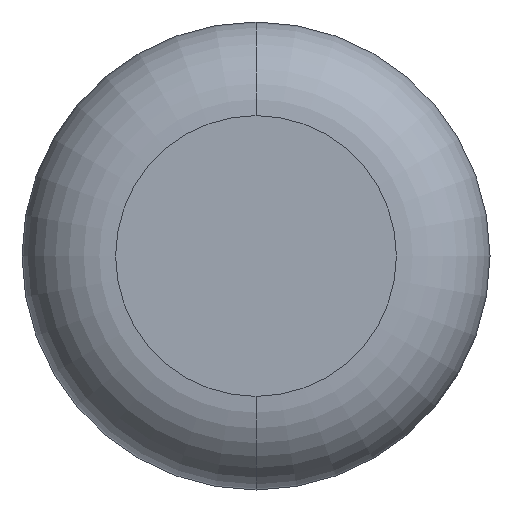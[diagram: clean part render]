
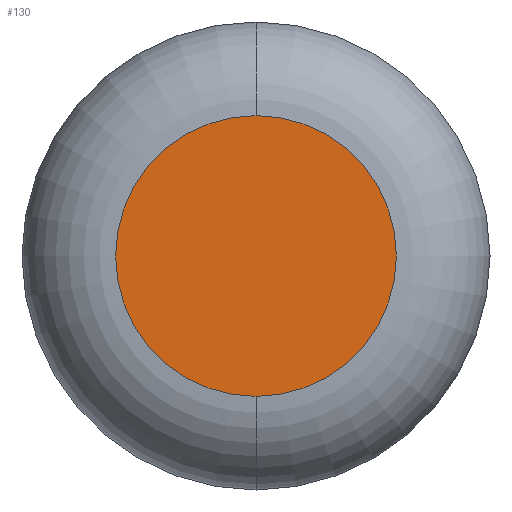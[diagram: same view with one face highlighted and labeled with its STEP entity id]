
A CAD part, front view. The second image highlights one B-rep face of the part: STEP entity #130.
In plain terms, the highlighted planar face has unit normal (0, -1, 0).
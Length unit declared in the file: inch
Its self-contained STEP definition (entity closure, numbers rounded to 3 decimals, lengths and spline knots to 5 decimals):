
#19 = AXIS2_PLACEMENT_3D ( 'NONE', #64, #164, #310 ) ;
#52 = EDGE_CURVE ( 'NONE', #151, #273, #108, .T. ) ;
#64 = CARTESIAN_POINT ( 'NONE',  ( 0., 0., 0. ) ) ;
#78 = CARTESIAN_POINT ( 'NONE',  ( 0., 0., 0.1875 ) ) ;
#83 = CARTESIAN_POINT ( 'NONE',  ( 0., 0., 0. ) ) ;
#92 = AXIS2_PLACEMENT_3D ( 'NONE', #83, #268, #123 ) ;
#108 = CIRCLE ( 'NONE', #19, 0.1875 ) ;
#123 = DIRECTION ( 'NONE',  ( 0., 0., -1. ) ) ;
#130 = ADVANCED_FACE ( 'NONE', ( #262 ), #366, .T. ) ;
#148 = DIRECTION ( 'NONE',  ( 0., 0., -1. ) ) ;
#151 = VERTEX_POINT ( 'NONE', #78 ) ;
#164 = DIRECTION ( 'NONE',  ( 0., -1., 0. ) ) ;
#194 = AXIS2_PLACEMENT_3D ( 'NONE', #302, #298, #148 ) ;
#239 = CARTESIAN_POINT ( 'NONE',  ( 0., 0., -0.1875 ) ) ;
#242 = ORIENTED_EDGE ( 'NONE', *, *, #52, .T. ) ;
#262 = FACE_OUTER_BOUND ( 'NONE', #278, .T. ) ;
#268 = DIRECTION ( 'NONE',  ( 0., -1., 0. ) ) ;
#273 = VERTEX_POINT ( 'NONE', #239 ) ;
#278 = EDGE_LOOP ( 'NONE', ( #304, #242 ) ) ;
#298 = DIRECTION ( 'NONE',  ( 0., -1., 0. ) ) ;
#302 = CARTESIAN_POINT ( 'NONE',  ( 0., 0., 0. ) ) ;
#304 = ORIENTED_EDGE ( 'NONE', *, *, #368, .T. ) ;
#310 = DIRECTION ( 'NONE',  ( 0., 0., -1. ) ) ;
#351 = CIRCLE ( 'NONE', #92, 0.1875 ) ;
#366 = PLANE ( 'NONE',  #194 ) ;
#368 = EDGE_CURVE ( 'NONE', #273, #151, #351, .T. ) ;
